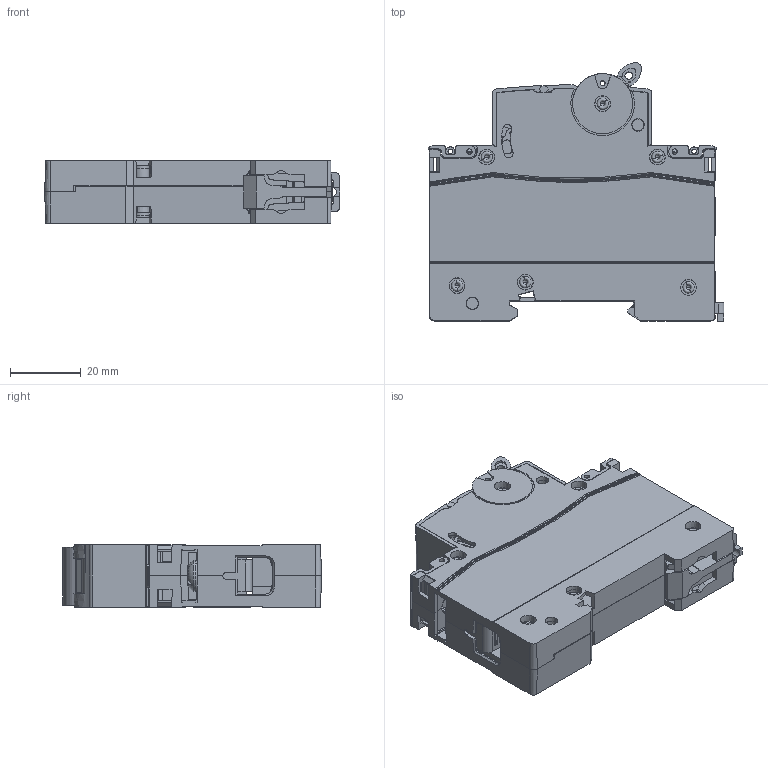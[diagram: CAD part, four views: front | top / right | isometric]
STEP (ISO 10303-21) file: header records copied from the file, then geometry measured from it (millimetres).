
FILE_DESCRIPTION (( 'STEP AP203' ), '1' );
FILE_NAME ('S1251(080-125).ÃÌ Âûêë. íàãðóçêè ÂÍ-125N 1P (80-125)À PROXIMA EKF.STEP', '2024-07-18T12:37:47', ( '' ), ( '' ), 'SwSTEP 2.0', 'SolidWorks 2021', '' );
FILE_SCHEMA (( 'CONFIG_CONTROL_DESIGN' ));
Products named in the file (1): S1251(080-125).ÃÌ Âûêë. íàãðóçêè ÂÍ-125N 1P (80-125)À PROXIMA EKF
Bounding box: 83.77 x 73.25 x 17.7 mm (x, y, z)
Volume: 27670.7 mm3; surface area: 46598.3 mm2
Topology: 21 solids, 27 shells, 3116 faces, 8539 edges, 5609 vertices
Faces by surface type: plane 1979, cone 501, cylinder 409, bspline 115, torus 96, sphere 16
Entity records: 104810 total; most frequent: CARTESIAN_POINT 26470, ORIENTED_EDGE 17042, DIRECTION 15380, EDGE_CURVE 8521, VERTEX_POINT 5603, LINE 5512, VECTOR 5512, AXIS2_PLACEMENT_3D 4934
